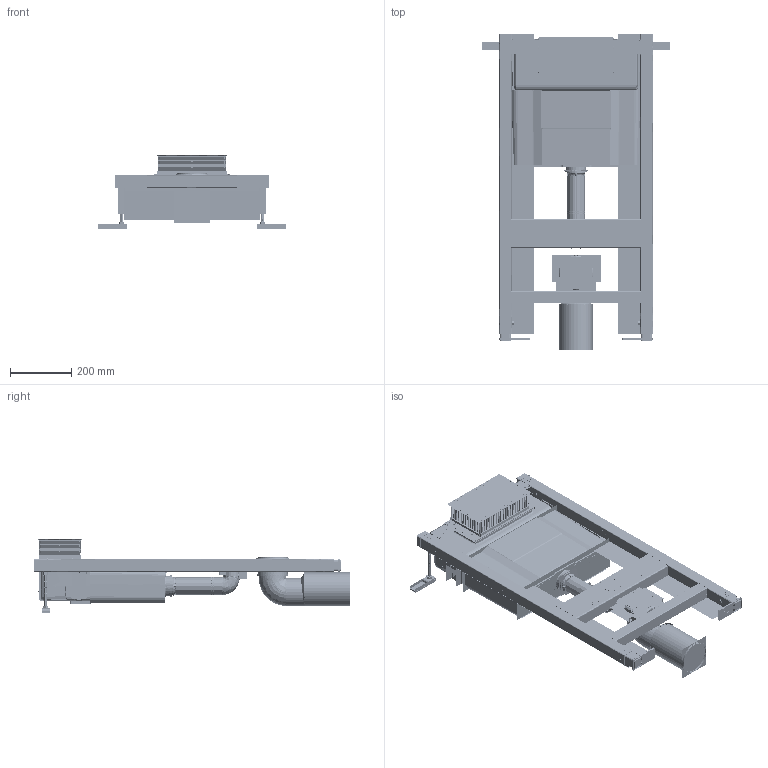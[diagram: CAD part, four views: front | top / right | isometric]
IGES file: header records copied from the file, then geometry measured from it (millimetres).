
Start section:  PTC IGES file: k210-a04.igs
Global section: file name: k210-a04.igs; native system: Creo Parametric by PTC Inc.; preprocessor: 2014350; author: wdi017967; organization: Unknown; date: 20191206.101645; units: millimetre
Bounding box: 613.6 x 1031.72 x 242.38 mm (x, y, z)
Surface area: 8027662.2 mm2 (no closed solid volume)
Topology: 0 solids, 0 shells, 15754 faces, 228577 edges, 300916 vertices
Faces by surface type: revolution 8852, bspline 6866, extrusion 36
